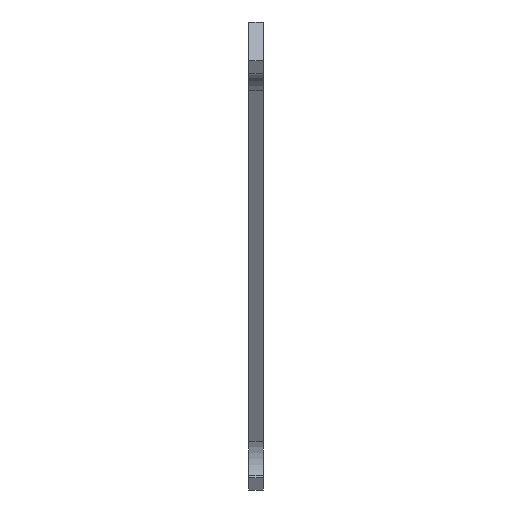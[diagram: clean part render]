
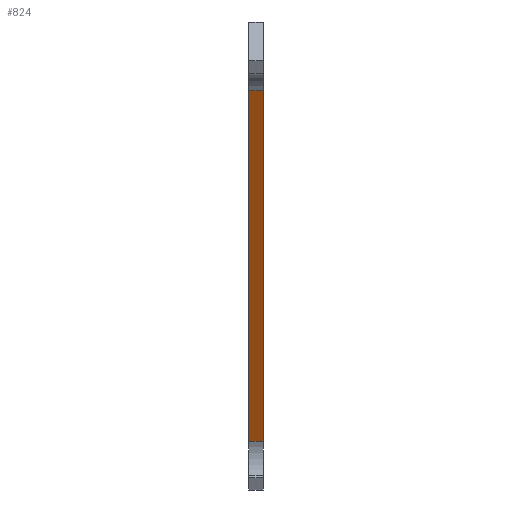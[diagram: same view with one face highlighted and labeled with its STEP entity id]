
A CAD part, left-side view. The second image highlights one B-rep face of the part: STEP entity #824.
In plain terms, the highlighted planar face has unit normal (-0.866, 0, -0.5).
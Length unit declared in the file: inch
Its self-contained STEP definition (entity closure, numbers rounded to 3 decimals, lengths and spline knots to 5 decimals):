
#182 = DIRECTION ( 'NONE',  ( -0.5, 0., 0.866 ) ) ;
#183 = CARTESIAN_POINT ( 'NONE',  ( -1.43852, -0.75, -12.56482 ) ) ;
#184 = DIRECTION ( 'NONE',  ( 0., 1., 0. ) ) ;
#185 = CARTESIAN_POINT ( 'NONE',  ( -1.43852, -0.75, -12.56482 ) ) ;
#186 = DIRECTION ( 'NONE',  ( -0.5, 0., 0.866 ) ) ;
#187 = CARTESIAN_POINT ( 'NONE',  ( -1.43852, 0., -12.56482 ) ) ;
#191 = DIRECTION ( 'NONE',  ( 0., 1., 0. ) ) ;
#192 = CARTESIAN_POINT ( 'NONE',  ( -11.60071, -0.75, 5.03662 ) ) ;
#404 = CARTESIAN_POINT ( 'NONE',  ( -11.60071, -0.75, 5.03662 ) ) ;
#405 = CARTESIAN_POINT ( 'NONE',  ( -11.60071, 0., 5.03662 ) ) ;
#442 = CARTESIAN_POINT ( 'NONE',  ( -1.43852, -0.75, -12.56482 ) ) ;
#468 = CARTESIAN_POINT ( 'NONE',  ( -1.43852, 0., -12.56482 ) ) ;
#696 = DIRECTION ( 'NONE',  ( -0.5, 0., 0.866 ) ) ;
#697 = DIRECTION ( 'NONE',  ( -0.866, 0., -0.5 ) ) ;
#698 = CARTESIAN_POINT ( 'NONE',  ( -1.43852, -0.75, -12.56482 ) ) ;
#699 = PLANE ( 'NONE',  #1008 ) ;
#824 = ADVANCED_FACE ( 'NONE', ( #1890 ), #699, .T. ) ;
#1008 = AXIS2_PLACEMENT_3D ( 'NONE', #698, #697, #696 ) ;
#1199 = VERTEX_POINT ( 'NONE', #468 ) ;
#1225 = VERTEX_POINT ( 'NONE', #442 ) ;
#1262 = VERTEX_POINT ( 'NONE', #405 ) ;
#1263 = VERTEX_POINT ( 'NONE', #404 ) ;
#1396 = EDGE_CURVE ( 'NONE', #1263, #1262, #1667, .T. ) ;
#1398 = EDGE_CURVE ( 'NONE', #1199, #1262, #1664, .T. ) ;
#1399 = EDGE_CURVE ( 'NONE', #1225, #1199, #1661, .T. ) ;
#1400 = EDGE_CURVE ( 'NONE', #1225, #1263, #1659, .T. ) ;
#1658 = VECTOR ( 'NONE', #182, 39.37008 ) ;
#1659 = LINE ( 'NONE', #183, #1658 ) ;
#1660 = VECTOR ( 'NONE', #184, 39.37008 ) ;
#1661 = LINE ( 'NONE', #185, #1660 ) ;
#1662 = VECTOR ( 'NONE', #186, 39.37008 ) ;
#1664 = LINE ( 'NONE', #187, #1662 ) ;
#1665 = VECTOR ( 'NONE', #191, 39.37008 ) ;
#1667 = LINE ( 'NONE', #192, #1665 ) ;
#1890 = FACE_OUTER_BOUND ( 'NONE', #2336, .T. ) ;
#2240 = ORIENTED_EDGE ( 'NONE', *, *, #1396, .T. ) ;
#2241 = ORIENTED_EDGE ( 'NONE', *, *, #1400, .T. ) ;
#2242 = ORIENTED_EDGE ( 'NONE', *, *, #1399, .F. ) ;
#2243 = ORIENTED_EDGE ( 'NONE', *, *, #1398, .F. ) ;
#2336 = EDGE_LOOP ( 'NONE', ( #2243, #2242, #2241, #2240 ) ) ;
